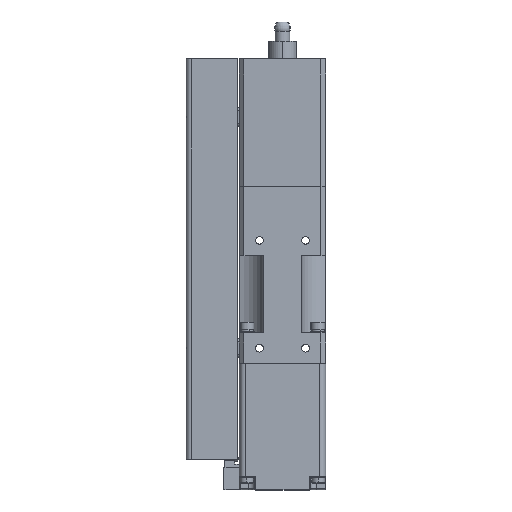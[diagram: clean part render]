
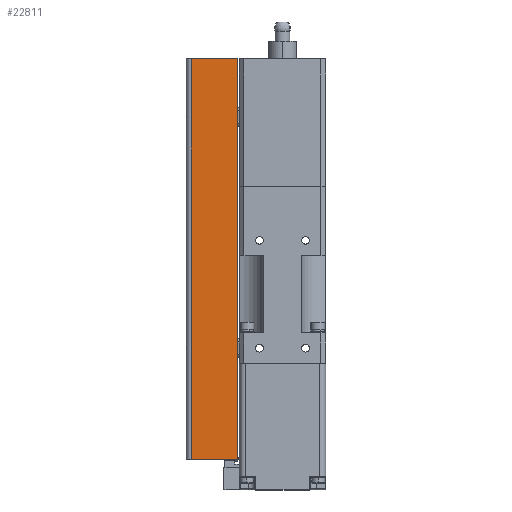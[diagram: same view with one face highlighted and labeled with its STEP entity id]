
A CAD part, top view. The second image highlights one B-rep face of the part: STEP entity #22811.
In plain terms, the highlighted planar face has unit normal (0, 0, 1).
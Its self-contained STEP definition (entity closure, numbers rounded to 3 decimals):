
#44 = VECTOR ( 'NONE', #8578, 1000. ) ;
#965 = VERTEX_POINT ( 'NONE', #11810 ) ;
#2406 = VECTOR ( 'NONE', #4814, 1000. ) ;
#2811 = FACE_OUTER_BOUND ( 'NONE', #11732, .T. ) ;
#3636 = ORIENTED_EDGE ( 'NONE', *, *, #12261, .F. ) ;
#4814 = DIRECTION ( 'NONE',  ( 0., -1., 0. ) ) ;
#5000 = ORIENTED_EDGE ( 'NONE', *, *, #12960, .F. ) ;
#5966 = CARTESIAN_POINT ( 'NONE',  ( -29.7, 139.9, 14. ) ) ;
#6488 = LINE ( 'NONE', #14451, #44 ) ;
#7917 = VECTOR ( 'NONE', #25382, 1000. ) ;
#8548 = CARTESIAN_POINT ( 'NONE',  ( -14.7, 9.9, 14. ) ) ;
#8578 = DIRECTION ( 'NONE',  ( -1., 0., 0. ) ) ;
#8858 = PLANE ( 'NONE',  #20894 ) ;
#10110 = EDGE_CURVE ( 'NONE', #965, #15514, #11518, .T. ) ;
#10463 = VECTOR ( 'NONE', #16193, 1000. ) ;
#11301 = ORIENTED_EDGE ( 'NONE', *, *, #10110, .F. ) ;
#11518 = LINE ( 'NONE', #17389, #7917 ) ;
#11732 = EDGE_LOOP ( 'NONE', ( #11301, #3636, #17404, #5000 ) ) ;
#11810 = CARTESIAN_POINT ( 'NONE',  ( -29.7, 9.9, 14. ) ) ;
#12261 = EDGE_CURVE ( 'NONE', #20870, #965, #6488, .T. ) ;
#12960 = EDGE_CURVE ( 'NONE', #15514, #18650, #14252, .T. ) ;
#14252 = LINE ( 'NONE', #24324, #10463 ) ;
#14451 = CARTESIAN_POINT ( 'NONE',  ( -14.7, 9.9, 14. ) ) ;
#15514 = VERTEX_POINT ( 'NONE', #5966 ) ;
#16193 = DIRECTION ( 'NONE',  ( 1., 0., 0. ) ) ;
#16331 = CARTESIAN_POINT ( 'NONE',  ( -30.2, 74.9, 14. ) ) ;
#17389 = CARTESIAN_POINT ( 'NONE',  ( -29.7, 139.9, 14. ) ) ;
#17404 = ORIENTED_EDGE ( 'NONE', *, *, #19955, .F. ) ;
#18650 = VERTEX_POINT ( 'NONE', #22069 ) ;
#19019 = DIRECTION ( 'NONE',  ( -1., 0., 0. ) ) ;
#19955 = EDGE_CURVE ( 'NONE', #18650, #20870, #20751, .T. ) ;
#20635 = CARTESIAN_POINT ( 'NONE',  ( -14.7, 139.9, 14. ) ) ;
#20751 = LINE ( 'NONE', #20635, #2406 ) ;
#20870 = VERTEX_POINT ( 'NONE', #8548 ) ;
#20894 = AXIS2_PLACEMENT_3D ( 'NONE', #16331, #24800, #19019 ) ;
#22069 = CARTESIAN_POINT ( 'NONE',  ( -14.7, 139.9, 14. ) ) ;
#22811 = ADVANCED_FACE ( 'NONE', ( #2811 ), #8858, .F. ) ;
#24324 = CARTESIAN_POINT ( 'NONE',  ( -30.2, 139.9, 14. ) ) ;
#24800 = DIRECTION ( 'NONE',  ( 0., 0., -1. ) ) ;
#25382 = DIRECTION ( 'NONE',  ( 0., 1., 0. ) ) ;
